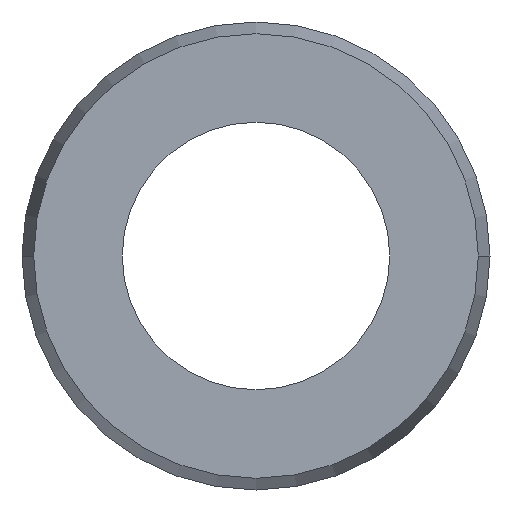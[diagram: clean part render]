
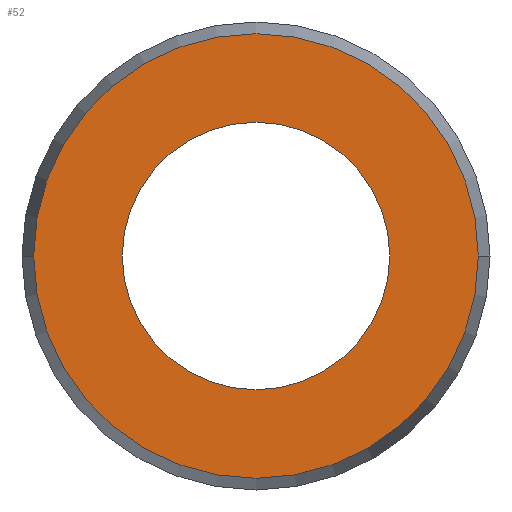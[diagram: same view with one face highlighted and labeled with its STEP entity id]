
A CAD part, front view. The second image highlights one B-rep face of the part: STEP entity #52.
In plain terms, the highlighted planar face has unit normal (0, -1, 0).
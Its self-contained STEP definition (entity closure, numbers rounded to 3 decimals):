
#52=ADVANCED_FACE('',(#99,#100),#101,.T.);
#99=FACE_OUTER_BOUND('',#138,.T.);
#100=FACE_BOUND('',#139,.T.);
#101=PLANE('',#140);
#138=EDGE_LOOP('',(#221,#222));
#139=EDGE_LOOP('',(#223,#224));
#140=AXIS2_PLACEMENT_3D('',#225,#226,#227);
#221=ORIENTED_EDGE('',*,*,#247,.F.);
#222=ORIENTED_EDGE('',*,*,#251,.F.);
#223=ORIENTED_EDGE('',*,*,#259,.T.);
#224=ORIENTED_EDGE('',*,*,#230,.T.);
#225=CARTESIAN_POINT('',(2.663,0.0,0.0));
#226=DIRECTION('',(-0.0,-1.0,-0.0));
#227=DIRECTION('',(-1.0,0.0,0.0));
#230=EDGE_CURVE('',#265,#262,#266,.T.);
#247=EDGE_CURVE('',#292,#294,#295,.T.);
#251=EDGE_CURVE('',#294,#292,#299,.T.);
#259=EDGE_CURVE('',#262,#265,#307,.T.);
#262=VERTEX_POINT('',#310);
#265=VERTEX_POINT('',#314);
#266=CIRCLE('',#315,2.0);
#292=VERTEX_POINT('',#344);
#294=VERTEX_POINT('',#347);
#295=CIRCLE('',#348,3.325);
#299=CIRCLE('',#353,3.325);
#307=CIRCLE('',#361,2.0);
#310=CARTESIAN_POINT('',(2.0,0.0,0.0));
#314=CARTESIAN_POINT('',(-2.0,0.0,0.));
#315=AXIS2_PLACEMENT_3D('',#364,#365,#366);
#344=CARTESIAN_POINT('',(3.325,0.0,0.0));
#347=CARTESIAN_POINT('',(-3.325,0.0,0.));
#348=AXIS2_PLACEMENT_3D('',#398,#399,#400);
#353=AXIS2_PLACEMENT_3D('',#405,#406,#407);
#361=AXIS2_PLACEMENT_3D('',#417,#418,#419);
#364=CARTESIAN_POINT('',(0.0,0.0,0.0));
#365=DIRECTION('',(-0.0,1.0,0.0));
#366=DIRECTION('',(1.0,0.0,0.0));
#398=CARTESIAN_POINT('',(0.0,0.0,0.0));
#399=DIRECTION('',(-0.0,1.0,0.0));
#400=DIRECTION('',(1.0,0.0,0.0));
#405=CARTESIAN_POINT('',(0.0,0.0,0.0));
#406=DIRECTION('',(-0.0,1.0,0.0));
#407=DIRECTION('',(1.0,0.0,0.0));
#417=CARTESIAN_POINT('',(0.0,0.0,0.0));
#418=DIRECTION('',(-0.0,1.0,0.0));
#419=DIRECTION('',(1.0,0.0,0.0));
